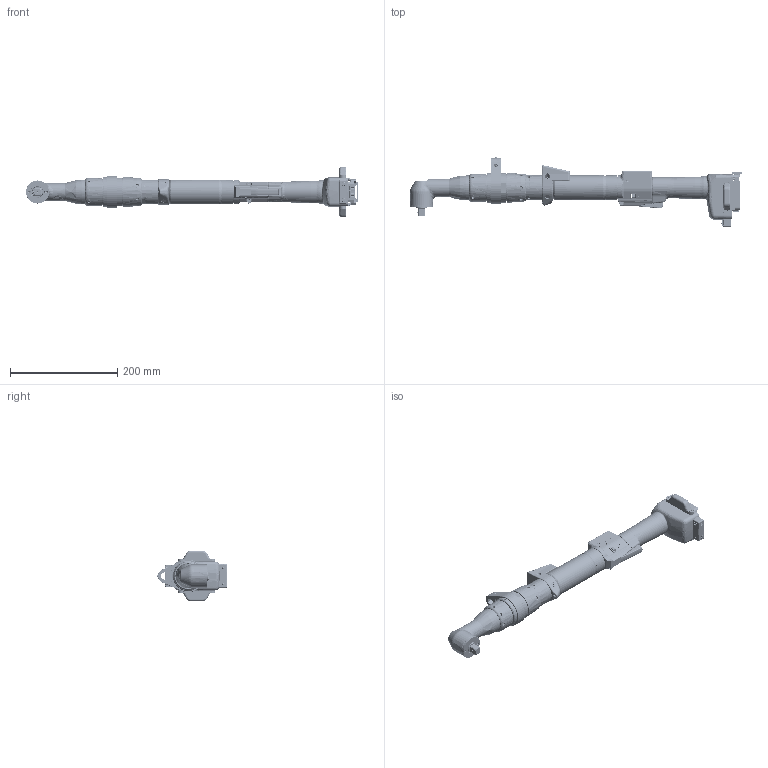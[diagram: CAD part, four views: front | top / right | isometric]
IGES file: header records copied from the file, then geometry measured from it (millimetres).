
Start section:  PTC IGES file: 47baypb70p4.igs
Global section: file name: 47baypb70p4.igs; native system: Pro/ENGINEER by Parametric Technology Corporation; preprocessor: 2010140; author: k62ak; organization: Unknown; date: 20160229.145623; units: millimetre
Bounding box: 618.19 x 130.35 x 93.5 mm (x, y, z)
Volume: 530748.8 mm3; surface area: 330074 mm2
Topology: 9 solids, 9 shells, 8948 faces, 24890 edges, 16186 vertices
Faces by surface type: bspline 6630, revolution 2312, extrusion 6
